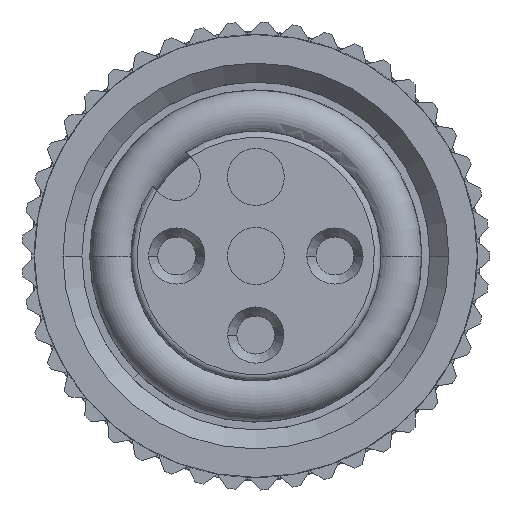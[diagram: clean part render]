
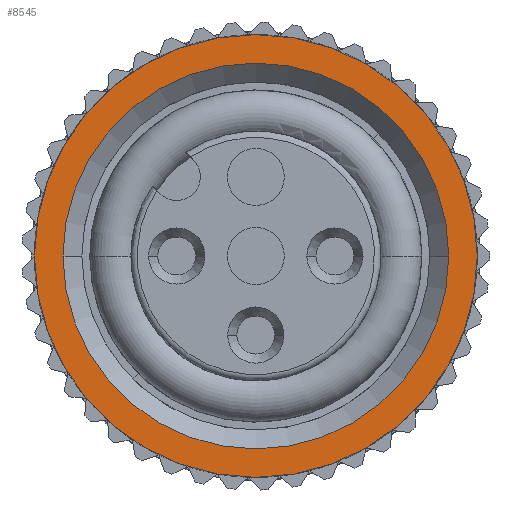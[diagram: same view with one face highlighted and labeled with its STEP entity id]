
A CAD part, left-side view. The second image highlights one B-rep face of the part: STEP entity #8545.
In plain terms, the highlighted planar face has unit normal (-1, 0, 0).
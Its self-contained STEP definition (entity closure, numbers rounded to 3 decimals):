
#456=CARTESIAN_POINT('',(1.,0.,0.));
#457=DIRECTION('',(1.,0.,0.));
#458=DIRECTION('',(0.,1.,0.));
#459=AXIS2_PLACEMENT_3D('',#456,#457,#458);
#474=CARTESIAN_POINT('',(1.,0.,0.));
#475=DIRECTION('',(-1.,0.,0.));
#476=DIRECTION('',(0.,0.,1.));
#477=AXIS2_PLACEMENT_3D('',#474,#475,#476);
#479=CARTESIAN_POINT('',(1.,0.,0.));
#480=DIRECTION('',(-1.,0.,0.));
#481=DIRECTION('',(0.,0.,-1.));
#482=AXIS2_PLACEMENT_3D('',#479,#480,#481);
#6504=CARTESIAN_POINT('',(1.,0.,0.));
#6505=DIRECTION('',(1.,0.,0.));
#6506=DIRECTION('',(0.,-1.,0.));
#6507=AXIS2_PLACEMENT_3D('',#6504,#6505,#6506);
#6899=CARTESIAN_POINT('',(1.,0.,7.));
#6900=CARTESIAN_POINT('',(1.,0.,-7.));
#6901=VERTEX_POINT('',#6899);
#6902=VERTEX_POINT('',#6900);
#6911=CARTESIAN_POINT('',(1.,-6.1,0.));
#6912=CARTESIAN_POINT('',(1.,6.1,0.));
#6913=VERTEX_POINT('',#6911);
#6914=VERTEX_POINT('',#6912);
#8529=CARTESIAN_POINT('',(1.,0.,0.));
#8530=DIRECTION('',(-1.,0.,0.));
#8531=DIRECTION('',(0.,0.,-1.));
#8532=AXIS2_PLACEMENT_3D('',#8529,#8530,#8531);
#8533=PLANE('',#8532);
#8535=ORIENTED_EDGE('',*,*,#8534,.F.);
#8537=ORIENTED_EDGE('',*,*,#8536,.F.);
#8538=EDGE_LOOP('',(#8535,#8537));
#8539=FACE_OUTER_BOUND('',#8538,.F.);
#8541=ORIENTED_EDGE('',*,*,#8540,.F.);
#8542=ORIENTED_EDGE('',*,*,#8507,.F.);
#8543=EDGE_LOOP('',(#8541,#8542));
#8544=FACE_BOUND('',#8543,.F.);
#8545=ADVANCED_FACE('',(#8539,#8544),#8533,.T.);
#460=CIRCLE('',#459,6.1);
#478=CIRCLE('',#477,7.);
#483=CIRCLE('',#482,7.);
#6508=CIRCLE('',#6507,6.1);
#8507=EDGE_CURVE('',#6914,#6913,#460,.T.);
#8534=EDGE_CURVE('',#6901,#6902,#478,.T.);
#8536=EDGE_CURVE('',#6902,#6901,#483,.T.);
#8540=EDGE_CURVE('',#6913,#6914,#6508,.T.);
